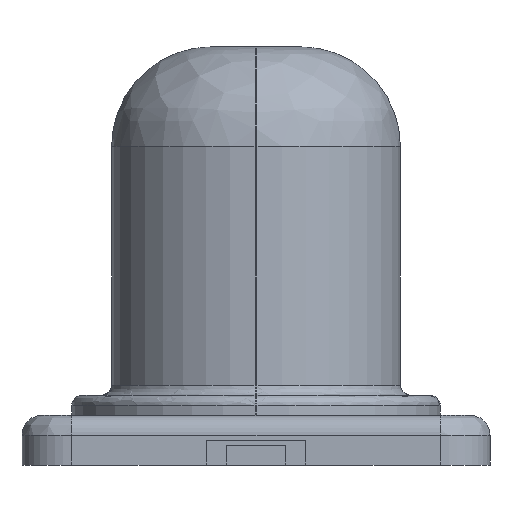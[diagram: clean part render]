
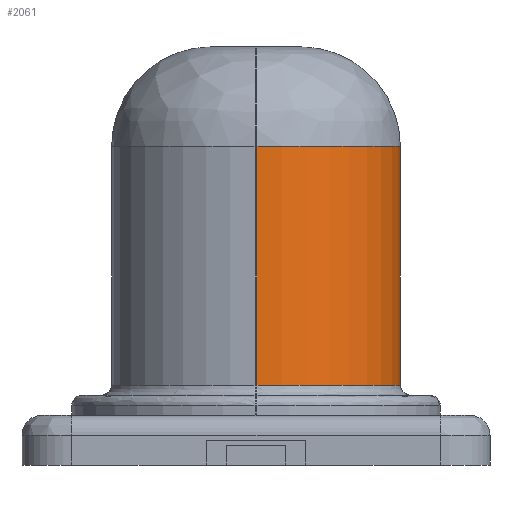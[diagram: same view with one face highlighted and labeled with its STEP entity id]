
A CAD part, left-side view. The second image highlights one B-rep face of the part: STEP entity #2061.
In plain terms, the highlighted cylindrical face has radius 1.44 mm (diameter 2.88 mm), a partial arc.
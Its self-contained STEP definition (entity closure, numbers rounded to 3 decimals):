
#51 = DIRECTION ( 'NONE',  ( 0., 0., 1. ) ) ;
#78 = DIRECTION ( 'NONE',  ( 1., 0., 0. ) ) ;
#109 = DIRECTION ( 'NONE',  ( 0., 0., 1. ) ) ;
#308 = AXIS2_PLACEMENT_3D ( 'NONE', #1957, #109, #2254 ) ;
#358 = LINE ( 'NONE', #3858, #2000 ) ;
#373 = AXIS2_PLACEMENT_3D ( 'NONE', #379, #51, #78 ) ;
#379 = CARTESIAN_POINT ( 'NONE',  ( 2.34, -0.01, 0.7 ) ) ;
#514 = VERTEX_POINT ( 'NONE', #1166 ) ;
#665 = EDGE_LOOP ( 'NONE', ( #3960, #1939, #782, #3276 ) ) ;
#743 = DIRECTION ( 'NONE',  ( 0., 0., -1. ) ) ;
#782 = ORIENTED_EDGE ( 'NONE', *, *, #1312, .T. ) ;
#788 = VERTEX_POINT ( 'NONE', #3681 ) ;
#1166 = CARTESIAN_POINT ( 'NONE',  ( 0.9, -0.01, 3.2 ) ) ;
#1312 = EDGE_CURVE ( 'NONE', #3272, #514, #2080, .T. ) ;
#1325 = DIRECTION ( 'NONE',  ( 1., 0., 0. ) ) ;
#1436 = FACE_OUTER_BOUND ( 'NONE', #665, .T. ) ;
#1606 = CARTESIAN_POINT ( 'NONE',  ( 2.34, -0.01, 3.2 ) ) ;
#1620 = CARTESIAN_POINT ( 'NONE',  ( 0.9, -0.01, 0.8 ) ) ;
#1623 = DIRECTION ( 'NONE',  ( 0., 0., -1. ) ) ;
#1629 = LINE ( 'NONE', #1684, #3233 ) ;
#1684 = CARTESIAN_POINT ( 'NONE',  ( 2.34, -1.45, 0.7 ) ) ;
#1856 = CIRCLE ( 'NONE', #308, 1.44 ) ;
#1939 = ORIENTED_EDGE ( 'NONE', *, *, #2114, .F. ) ;
#1957 = CARTESIAN_POINT ( 'NONE',  ( 2.34, -0.01, 0.8 ) ) ;
#2000 = VECTOR ( 'NONE', #743, 1000. ) ;
#2061 = ADVANCED_FACE ( 'NONE', ( #1436 ), #2575, .T. ) ;
#2080 = CIRCLE ( 'NONE', #3255, 1.44 ) ;
#2114 = EDGE_CURVE ( 'NONE', #3272, #788, #1629, .T. ) ;
#2254 = DIRECTION ( 'NONE',  ( 0., -1., 0. ) ) ;
#2275 = DIRECTION ( 'NONE',  ( 0., 0., -1. ) ) ;
#2575 = CYLINDRICAL_SURFACE ( 'NONE', #373, 1.44 ) ;
#3233 = VECTOR ( 'NONE', #2275, 1000. ) ;
#3255 = AXIS2_PLACEMENT_3D ( 'NONE', #1606, #1623, #1325 ) ;
#3272 = VERTEX_POINT ( 'NONE', #3635 ) ;
#3276 = ORIENTED_EDGE ( 'NONE', *, *, #3576, .T. ) ;
#3390 = EDGE_CURVE ( 'NONE', #3874, #788, #1856, .T. ) ;
#3576 = EDGE_CURVE ( 'NONE', #514, #3874, #358, .T. ) ;
#3635 = CARTESIAN_POINT ( 'NONE',  ( 2.34, -1.45, 3.2 ) ) ;
#3681 = CARTESIAN_POINT ( 'NONE',  ( 2.34, -1.45, 0.8 ) ) ;
#3858 = CARTESIAN_POINT ( 'NONE',  ( 0.9, -0.01, 0.7 ) ) ;
#3874 = VERTEX_POINT ( 'NONE', #1620 ) ;
#3960 = ORIENTED_EDGE ( 'NONE', *, *, #3390, .T. ) ;
